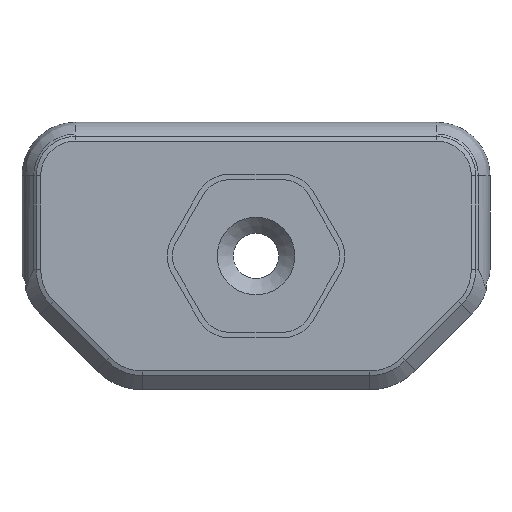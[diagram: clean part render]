
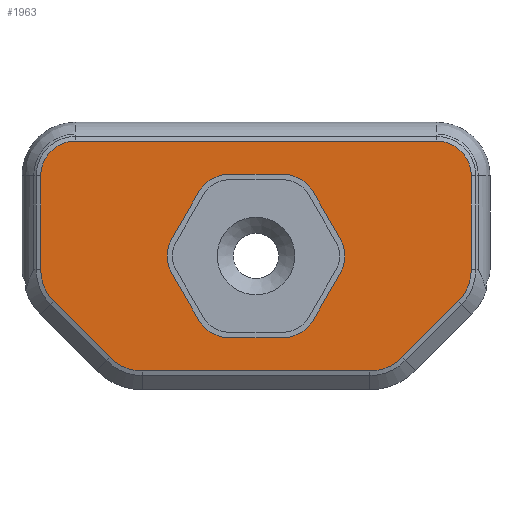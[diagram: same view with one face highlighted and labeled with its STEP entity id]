
A CAD part, front view. The second image highlights one B-rep face of the part: STEP entity #1963.
In plain terms, the highlighted planar face has unit normal (0, -1, 0).
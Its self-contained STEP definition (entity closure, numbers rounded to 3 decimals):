
#84=FACE_BOUND('',#340,.T.);
#103=CIRCLE('',#2105,2.6);
#104=CIRCLE('',#2108,2.6);
#105=CIRCLE('',#2111,2.6);
#106=CIRCLE('',#2114,2.6);
#107=CIRCLE('',#2117,2.6);
#108=CIRCLE('',#2120,2.6);
#110=CIRCLE('',#2124,2.6);
#117=CIRCLE('',#2135,2.6);
#118=CIRCLE('',#2137,3.4);
#119=CIRCLE('',#2138,3.4);
#120=CIRCLE('',#2139,3.4);
#121=CIRCLE('',#2140,3.4);
#222=FACE_OUTER_BOUND('',#339,.T.);
#339=EDGE_LOOP('',(#1444,#1445,#1446,#1447,#1448,#1449,#1450,#1451,#1452,
#1453,#1454,#1455));
#340=EDGE_LOOP('',(#1456,#1457,#1458,#1459,#1460,#1461,#1462,#1463,#1464,
#1465,#1466,#1467));
#463=LINE('',#3022,#648);
#466=LINE('',#3031,#651);
#469=LINE('',#3039,#654);
#472=LINE('',#3047,#657);
#475=LINE('',#3055,#660);
#478=LINE('',#3063,#663);
#481=LINE('',#3070,#666);
#489=LINE('',#3107,#674);
#490=LINE('',#3111,#675);
#491=LINE('',#3115,#676);
#492=LINE('',#3119,#677);
#493=LINE('',#3122,#678);
#648=VECTOR('',#2398,10.);
#651=VECTOR('',#2407,10.);
#654=VECTOR('',#2416,10.);
#657=VECTOR('',#2425,10.);
#660=VECTOR('',#2434,10.);
#663=VECTOR('',#2443,10.);
#666=VECTOR('',#2452,10.);
#674=VECTOR('',#2490,10.);
#675=VECTOR('',#2493,10.);
#676=VECTOR('',#2496,10.);
#677=VECTOR('',#2499,10.);
#678=VECTOR('',#2502,10.);
#837=VERTEX_POINT('',#3016);
#839=VERTEX_POINT('',#3020);
#840=VERTEX_POINT('',#3024);
#841=VERTEX_POINT('',#3026);
#842=VERTEX_POINT('',#3030);
#843=VERTEX_POINT('',#3034);
#844=VERTEX_POINT('',#3038);
#845=VERTEX_POINT('',#3042);
#846=VERTEX_POINT('',#3046);
#847=VERTEX_POINT('',#3050);
#848=VERTEX_POINT('',#3054);
#849=VERTEX_POINT('',#3058);
#850=VERTEX_POINT('',#3062);
#851=VERTEX_POINT('',#3066);
#852=VERTEX_POINT('',#3072);
#864=VERTEX_POINT('',#3102);
#865=VERTEX_POINT('',#3106);
#866=VERTEX_POINT('',#3108);
#867=VERTEX_POINT('',#3110);
#868=VERTEX_POINT('',#3112);
#869=VERTEX_POINT('',#3114);
#870=VERTEX_POINT('',#3116);
#871=VERTEX_POINT('',#3118);
#872=VERTEX_POINT('',#3120);
#1039=EDGE_CURVE('',#839,#837,#463,.T.);
#1041=EDGE_CURVE('',#841,#840,#103,.T.);
#1043=EDGE_CURVE('',#842,#841,#466,.T.);
#1045=EDGE_CURVE('',#843,#842,#104,.T.);
#1047=EDGE_CURVE('',#844,#843,#469,.T.);
#1049=EDGE_CURVE('',#845,#844,#105,.T.);
#1051=EDGE_CURVE('',#846,#845,#472,.T.);
#1053=EDGE_CURVE('',#847,#846,#106,.T.);
#1055=EDGE_CURVE('',#848,#847,#475,.T.);
#1057=EDGE_CURVE('',#849,#848,#107,.T.);
#1059=EDGE_CURVE('',#850,#849,#478,.T.);
#1061=EDGE_CURVE('',#850,#851,#108,.T.);
#1063=EDGE_CURVE('',#840,#851,#481,.T.);
#1066=EDGE_CURVE('',#837,#852,#110,.T.);
#1079=EDGE_CURVE('',#864,#839,#117,.T.);
#1080=EDGE_CURVE('',#865,#864,#489,.T.);
#1081=EDGE_CURVE('',#866,#865,#118,.T.);
#1082=EDGE_CURVE('',#867,#866,#490,.T.);
#1083=EDGE_CURVE('',#868,#867,#119,.T.);
#1084=EDGE_CURVE('',#869,#868,#491,.T.);
#1085=EDGE_CURVE('',#870,#869,#120,.T.);
#1086=EDGE_CURVE('',#871,#870,#492,.T.);
#1087=EDGE_CURVE('',#872,#871,#121,.T.);
#1088=EDGE_CURVE('',#852,#872,#493,.T.);
#1444=ORIENTED_EDGE('',*,*,#1066,.F.);
#1445=ORIENTED_EDGE('',*,*,#1039,.F.);
#1446=ORIENTED_EDGE('',*,*,#1079,.F.);
#1447=ORIENTED_EDGE('',*,*,#1080,.F.);
#1448=ORIENTED_EDGE('',*,*,#1081,.F.);
#1449=ORIENTED_EDGE('',*,*,#1082,.F.);
#1450=ORIENTED_EDGE('',*,*,#1083,.F.);
#1451=ORIENTED_EDGE('',*,*,#1084,.F.);
#1452=ORIENTED_EDGE('',*,*,#1085,.F.);
#1453=ORIENTED_EDGE('',*,*,#1086,.F.);
#1454=ORIENTED_EDGE('',*,*,#1087,.F.);
#1455=ORIENTED_EDGE('',*,*,#1088,.F.);
#1456=ORIENTED_EDGE('',*,*,#1063,.T.);
#1457=ORIENTED_EDGE('',*,*,#1061,.F.);
#1458=ORIENTED_EDGE('',*,*,#1059,.T.);
#1459=ORIENTED_EDGE('',*,*,#1057,.T.);
#1460=ORIENTED_EDGE('',*,*,#1055,.T.);
#1461=ORIENTED_EDGE('',*,*,#1053,.T.);
#1462=ORIENTED_EDGE('',*,*,#1051,.T.);
#1463=ORIENTED_EDGE('',*,*,#1049,.T.);
#1464=ORIENTED_EDGE('',*,*,#1047,.T.);
#1465=ORIENTED_EDGE('',*,*,#1045,.T.);
#1466=ORIENTED_EDGE('',*,*,#1043,.T.);
#1467=ORIENTED_EDGE('',*,*,#1041,.T.);
#1891=PLANE('',#2136);
#1963=ADVANCED_FACE('',(#222,#84),#1891,.F.);
#2105=AXIS2_PLACEMENT_3D('',#3027,#2402,#2403);
#2108=AXIS2_PLACEMENT_3D('',#3035,#2411,#2412);
#2111=AXIS2_PLACEMENT_3D('',#3043,#2420,#2421);
#2114=AXIS2_PLACEMENT_3D('',#3051,#2429,#2430);
#2117=AXIS2_PLACEMENT_3D('',#3059,#2438,#2439);
#2120=AXIS2_PLACEMENT_3D('',#3067,#2447,#2448);
#2124=AXIS2_PLACEMENT_3D('',#3076,#2458,#2459);
#2135=AXIS2_PLACEMENT_3D('',#3104,#2486,#2487);
#2136=AXIS2_PLACEMENT_3D('',#3105,#2488,#2489);
#2137=AXIS2_PLACEMENT_3D('',#3109,#2491,#2492);
#2138=AXIS2_PLACEMENT_3D('',#3113,#2494,#2495);
#2139=AXIS2_PLACEMENT_3D('',#3117,#2497,#2498);
#2140=AXIS2_PLACEMENT_3D('',#3121,#2500,#2501);
#2398=DIRECTION('',(1.,0.,0.));
#2402=DIRECTION('center_axis',(0.,1.,0.));
#2403=DIRECTION('ref_axis',(0.866,0.,-0.5));
#2407=DIRECTION('',(0.5,0.,-0.866));
#2411=DIRECTION('center_axis',(0.,1.,0.));
#2412=DIRECTION('ref_axis',(0.866,0.,0.5));
#2416=DIRECTION('',(1.,0.,0.));
#2420=DIRECTION('center_axis',(0.,1.,0.));
#2421=DIRECTION('ref_axis',(0.,0.,1.));
#2425=DIRECTION('',(0.5,0.,0.866));
#2429=DIRECTION('center_axis',(0.,1.,0.));
#2430=DIRECTION('ref_axis',(-0.866,0.,0.5));
#2434=DIRECTION('',(-0.5,0.,0.866));
#2438=DIRECTION('center_axis',(0.,1.,0.));
#2439=DIRECTION('ref_axis',(-0.866,0.,-0.5));
#2443=DIRECTION('',(-1.,0.,0.));
#2447=DIRECTION('center_axis',(0.,-1.,0.));
#2448=DIRECTION('ref_axis',(0.,0.,-1.));
#2452=DIRECTION('',(-0.5,0.,-0.866));
#2458=DIRECTION('center_axis',(0.,1.,0.));
#2459=DIRECTION('ref_axis',(0.707,0.,0.707));
#2486=DIRECTION('center_axis',(0.,1.,0.));
#2487=DIRECTION('ref_axis',(-0.707,0.,0.707));
#2488=DIRECTION('center_axis',(0.,1.,0.));
#2489=DIRECTION('ref_axis',(1.,0.,0.));
#2490=DIRECTION('',(0.,0.,1.));
#2491=DIRECTION('center_axis',(0.,1.,0.));
#2492=DIRECTION('ref_axis',(-0.924,0.,-0.383));
#2493=DIRECTION('',(-0.707,0.,0.707));
#2494=DIRECTION('center_axis',(0.,1.,0.));
#2495=DIRECTION('ref_axis',(-0.383,0.,-0.924));
#2496=DIRECTION('',(-1.,0.,0.));
#2497=DIRECTION('center_axis',(0.,1.,0.));
#2498=DIRECTION('ref_axis',(0.383,0.,-0.924));
#2499=DIRECTION('',(-0.707,0.,-0.707));
#2500=DIRECTION('center_axis',(0.,1.,0.));
#2501=DIRECTION('ref_axis',(0.924,0.,-0.383));
#2502=DIRECTION('',(0.,0.,-1.));
#3016=CARTESIAN_POINT('',(31.,1.8,18.6));
#3020=CARTESIAN_POINT('',(4.,1.8,18.6));
#3022=CARTESIAN_POINT('',(33.75,1.8,18.6));
#3024=CARTESIAN_POINT('',(23.793,1.8,8.7));
#3026=CARTESIAN_POINT('',(23.793,1.8,11.3));
#3027=CARTESIAN_POINT('Origin',(21.541,1.8,10.));
#3030=CARTESIAN_POINT('',(21.772,1.8,14.8));
#3031=CARTESIAN_POINT('',(27.591,1.8,4.721));
#3034=CARTESIAN_POINT('',(19.521,1.8,16.1));
#3035=CARTESIAN_POINT('Origin',(19.521,1.8,13.5));
#3038=CARTESIAN_POINT('',(15.479,1.8,16.1));
#3039=CARTESIAN_POINT('',(30.745,1.8,16.1));
#3042=CARTESIAN_POINT('',(13.228,1.8,14.8));
#3043=CARTESIAN_POINT('Origin',(15.479,1.8,13.5));
#3046=CARTESIAN_POINT('',(11.207,1.8,11.3));
#3047=CARTESIAN_POINT('',(13.778,1.8,15.754));
#3050=CARTESIAN_POINT('',(11.207,1.8,8.7));
#3051=CARTESIAN_POINT('Origin',(13.459,1.8,10.));
#3054=CARTESIAN_POINT('',(13.228,1.8,5.2));
#3055=CARTESIAN_POINT('',(17.531,1.8,-2.254));
#3058=CARTESIAN_POINT('',(15.479,1.8,3.9));
#3059=CARTESIAN_POINT('Origin',(15.479,1.8,6.5));
#3062=CARTESIAN_POINT('',(19.521,1.8,3.9));
#3063=CARTESIAN_POINT('',(31.755,1.8,3.9));
#3066=CARTESIAN_POINT('',(21.772,1.8,5.2));
#3067=CARTESIAN_POINT('Origin',(19.521,1.8,6.5));
#3070=CARTESIAN_POINT('',(24.849,1.8,10.529));
#3072=CARTESIAN_POINT('',(33.6,1.8,16.));
#3076=CARTESIAN_POINT('Origin',(31.,1.8,16.));
#3102=CARTESIAN_POINT('',(1.4,1.8,16.));
#3104=CARTESIAN_POINT('Origin',(4.,1.8,16.));
#3105=CARTESIAN_POINT('Origin',(45.,1.8,2.5));
#3106=CARTESIAN_POINT('',(1.4,1.8,8.988));
#3107=CARTESIAN_POINT('',(1.4,1.8,3.625));
#3108=CARTESIAN_POINT('',(2.396,1.8,6.584));
#3109=CARTESIAN_POINT('Origin',(4.8,1.8,8.988));
#3110=CARTESIAN_POINT('',(6.584,1.8,2.396));
#3111=CARTESIAN_POINT('',(21.302,1.8,-12.323));
#3112=CARTESIAN_POINT('',(8.988,1.8,1.4));
#3113=CARTESIAN_POINT('Origin',(8.988,1.8,4.8));
#3114=CARTESIAN_POINT('',(26.012,1.8,1.4));
#3115=CARTESIAN_POINT('',(40.75,1.8,1.4));
#3116=CARTESIAN_POINT('',(28.416,1.8,2.396));
#3117=CARTESIAN_POINT('Origin',(26.012,1.8,4.8));
#3118=CARTESIAN_POINT('',(32.604,1.8,6.584));
#3119=CARTESIAN_POINT('',(36.073,1.8,10.052));
#3120=CARTESIAN_POINT('',(33.6,1.8,8.988));
#3121=CARTESIAN_POINT('Origin',(30.2,1.8,8.988));
#3122=CARTESIAN_POINT('',(33.6,1.8,6.875));
